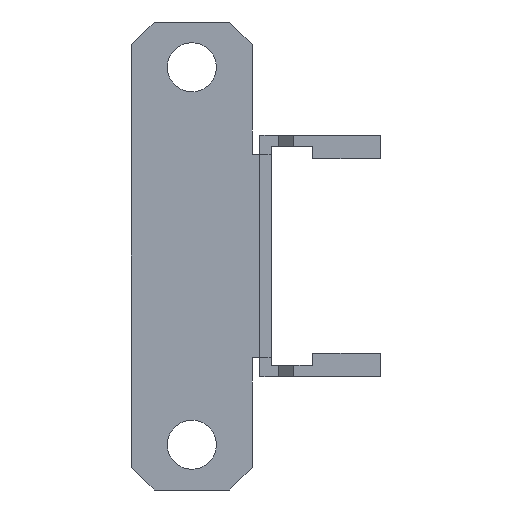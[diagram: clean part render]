
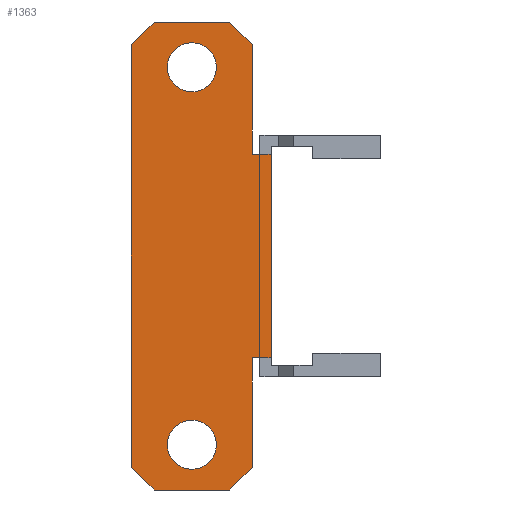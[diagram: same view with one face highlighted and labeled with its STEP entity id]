
A CAD part, front view. The second image highlights one B-rep face of the part: STEP entity #1363.
In plain terms, the highlighted planar face has unit normal (0, -1, 0).
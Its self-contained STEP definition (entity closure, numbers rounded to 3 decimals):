
#6 = CARTESIAN_POINT ( 'NONE',  ( -8., -253.714, 0. ) ) ;
#21 = CARTESIAN_POINT ( 'NONE',  ( 8., -253.714, 0. ) ) ;
#32 = ORIENTED_EDGE ( 'NONE', *, *, #1896, .T. ) ;
#50 = LINE ( 'NONE', #529, #1755 ) ;
#73 = VECTOR ( 'NONE', #1713, 1000. ) ;
#82 = VECTOR ( 'NONE', #1655, 1000. ) ;
#86 = ORIENTED_EDGE ( 'NONE', *, *, #339, .T. ) ;
#111 = EDGE_LOOP ( 'NONE', ( #552, #1387 ) ) ;
#122 = DIRECTION ( 'NONE',  ( 0., 0., -1. ) ) ;
#123 = VERTEX_POINT ( 'NONE', #902 ) ;
#136 = AXIS2_PLACEMENT_3D ( 'NONE', #1664, #595, #122 ) ;
#138 = VERTEX_POINT ( 'NONE', #1250 ) ;
#148 = EDGE_CURVE ( 'NONE', #1369, #1989, #50, .T. ) ;
#162 = LINE ( 'NONE', #6, #646 ) ;
#163 = CARTESIAN_POINT ( 'NONE',  ( 8., -253.714, 13.559 ) ) ;
#190 = VERTEX_POINT ( 'NONE', #656 ) ;
#195 = CARTESIAN_POINT ( 'NONE',  ( 17.97, -253.714, -17.97 ) ) ;
#200 = AXIS2_PLACEMENT_3D ( 'NONE', #1038, #678, #330 ) ;
#203 = EDGE_CURVE ( 'NONE', #2095, #1678, #1008, .T. ) ;
#242 = DIRECTION ( 'NONE',  ( 0.707, 0., -0.707 ) ) ;
#251 = ORIENTED_EDGE ( 'NONE', *, *, #372, .T. ) ;
#260 = EDGE_CURVE ( 'NONE', #2095, #570, #2016, .T. ) ;
#261 = ORIENTED_EDGE ( 'NONE', *, *, #1308, .T. ) ;
#266 = EDGE_CURVE ( 'NONE', #2103, #382, #1184, .T. ) ;
#297 = ORIENTED_EDGE ( 'NONE', *, *, #2055, .F. ) ;
#298 = LINE ( 'NONE', #1333, #1561 ) ;
#312 = EDGE_CURVE ( 'NONE', #1989, #1678, #855, .T. ) ;
#319 = CARTESIAN_POINT ( 'NONE',  ( 0., -253.714, 25.059 ) ) ;
#325 = EDGE_CURVE ( 'NONE', #764, #123, #355, .T. ) ;
#328 = DIRECTION ( 'NONE',  ( 0., -1., 0. ) ) ;
#330 = DIRECTION ( 'NONE',  ( 0., 0., -1. ) ) ;
#337 = CARTESIAN_POINT ( 'NONE',  ( 10.5, -253.714, 0. ) ) ;
#339 = EDGE_CURVE ( 'NONE', #138, #190, #162, .T. ) ;
#355 = CIRCLE ( 'NONE', #613, 3.25 ) ;
#372 = EDGE_CURVE ( 'NONE', #471, #936, #1557, .T. ) ;
#382 = VERTEX_POINT ( 'NONE', #2063 ) ;
#399 = DIRECTION ( 'NONE',  ( 0., 1., 0. ) ) ;
#442 = VERTEX_POINT ( 'NONE', #1878 ) ;
#459 = ORIENTED_EDGE ( 'NONE', *, *, #325, .F. ) ;
#470 = CARTESIAN_POINT ( 'NONE',  ( -18.03, -253.714, 18.03 ) ) ;
#471 = VERTEX_POINT ( 'NONE', #1197 ) ;
#509 = DIRECTION ( 'NONE',  ( 0., 0., -1. ) ) ;
#529 = CARTESIAN_POINT ( 'NONE',  ( 8., -253.714, -13.441 ) ) ;
#552 = ORIENTED_EDGE ( 'NONE', *, *, #266, .F. ) ;
#570 = VERTEX_POINT ( 'NONE', #1168 ) ;
#579 = CARTESIAN_POINT ( 'NONE',  ( 8., -253.714, -13.441 ) ) ;
#595 = DIRECTION ( 'NONE',  ( 0., -1., 0. ) ) ;
#598 = ORIENTED_EDGE ( 'NONE', *, *, #312, .T. ) ;
#613 = AXIS2_PLACEMENT_3D ( 'NONE', #319, #328, #509 ) ;
#646 = VECTOR ( 'NONE', #1722, 1000. ) ;
#656 = CARTESIAN_POINT ( 'NONE',  ( -8., -253.714, -27.941 ) ) ;
#675 = CARTESIAN_POINT ( 'NONE',  ( 0., -253.714, -24.941 ) ) ;
#678 = DIRECTION ( 'NONE',  ( 0., -1., 0. ) ) ;
#699 = DIRECTION ( 'NONE',  ( 0., 0., 1. ) ) ;
#755 = PLANE ( 'NONE',  #1449 ) ;
#764 = VERTEX_POINT ( 'NONE', #1522 ) ;
#767 = DIRECTION ( 'NONE',  ( 0., 0., 1. ) ) ;
#783 = CARTESIAN_POINT ( 'NONE',  ( -17.97, -253.714, -17.97 ) ) ;
#799 = EDGE_CURVE ( 'NONE', #1257, #1369, #1723, .T. ) ;
#837 = EDGE_CURVE ( 'NONE', #382, #2103, #2054, .T. ) ;
#855 = LINE ( 'NONE', #337, #1828 ) ;
#902 = CARTESIAN_POINT ( 'NONE',  ( 0., -253.714, 21.809 ) ) ;
#924 = EDGE_LOOP ( 'NONE', ( #297, #459 ) ) ;
#936 = VERTEX_POINT ( 'NONE', #1516 ) ;
#952 = LINE ( 'NONE', #783, #1951 ) ;
#1008 = LINE ( 'NONE', #1509, #73 ) ;
#1038 = CARTESIAN_POINT ( 'NONE',  ( 0., -253.714, -24.941 ) ) ;
#1050 = LINE ( 'NONE', #195, #1330 ) ;
#1111 = ORIENTED_EDGE ( 'NONE', *, *, #148, .T. ) ;
#1166 = DIRECTION ( 'NONE',  ( 0., 0., -1. ) ) ;
#1168 = CARTESIAN_POINT ( 'NONE',  ( 8., -253.714, 28.059 ) ) ;
#1172 = DIRECTION ( 'NONE',  ( -1., 0., 0. ) ) ;
#1176 = DIRECTION ( 'NONE',  ( 0., 0., 1. ) ) ;
#1184 = CIRCLE ( 'NONE', #2001, 3.25 ) ;
#1197 = CARTESIAN_POINT ( 'NONE',  ( -5., -253.714, -30.941 ) ) ;
#1234 = LINE ( 'NONE', #1364, #1762 ) ;
#1250 = CARTESIAN_POINT ( 'NONE',  ( -8., -253.714, 28.059 ) ) ;
#1257 = VERTEX_POINT ( 'NONE', #1843 ) ;
#1274 = LINE ( 'NONE', #470, #82 ) ;
#1308 = EDGE_CURVE ( 'NONE', #442, #1352, #298, .T. ) ;
#1317 = ORIENTED_EDGE ( 'NONE', *, *, #1709, .T. ) ;
#1330 = VECTOR ( 'NONE', #1407, 1000. ) ;
#1333 = CARTESIAN_POINT ( 'NONE',  ( 0., -253.714, 31.059 ) ) ;
#1347 = CARTESIAN_POINT ( 'NONE',  ( 8., -253.714, 0. ) ) ;
#1352 = VERTEX_POINT ( 'NONE', #1941 ) ;
#1359 = EDGE_CURVE ( 'NONE', #190, #471, #952, .T. ) ;
#1363 = ADVANCED_FACE ( 'NONE', ( #1639, #1465, #1932 ), #755, .F. ) ;
#1364 = CARTESIAN_POINT ( 'NONE',  ( 18.03, -253.714, 18.03 ) ) ;
#1369 = VERTEX_POINT ( 'NONE', #579 ) ;
#1387 = ORIENTED_EDGE ( 'NONE', *, *, #837, .F. ) ;
#1407 = DIRECTION ( 'NONE',  ( 0.707, 0., 0.707 ) ) ;
#1413 = DIRECTION ( 'NONE',  ( 1., 0., 0. ) ) ;
#1449 = AXIS2_PLACEMENT_3D ( 'NONE', #2119, #399, #767 ) ;
#1465 = FACE_BOUND ( 'NONE', #111, .T. ) ;
#1509 = CARTESIAN_POINT ( 'NONE',  ( 0., -253.714, 13.559 ) ) ;
#1516 = CARTESIAN_POINT ( 'NONE',  ( 5., -253.714, -30.941 ) ) ;
#1522 = CARTESIAN_POINT ( 'NONE',  ( 0., -253.714, 28.309 ) ) ;
#1526 = CIRCLE ( 'NONE', #136, 3.25 ) ;
#1557 = LINE ( 'NONE', #1717, #1926 ) ;
#1561 = VECTOR ( 'NONE', #1172, 1000. ) ;
#1616 = ORIENTED_EDGE ( 'NONE', *, *, #260, .T. ) ;
#1618 = VECTOR ( 'NONE', #2196, 1000. ) ;
#1639 = FACE_BOUND ( 'NONE', #924, .T. ) ;
#1655 = DIRECTION ( 'NONE',  ( -0.707, 0., -0.707 ) ) ;
#1659 = ORIENTED_EDGE ( 'NONE', *, *, #799, .T. ) ;
#1664 = CARTESIAN_POINT ( 'NONE',  ( 0., -253.714, 25.059 ) ) ;
#1678 = VERTEX_POINT ( 'NONE', #1872 ) ;
#1709 = EDGE_CURVE ( 'NONE', #570, #442, #1234, .T. ) ;
#1713 = DIRECTION ( 'NONE',  ( 1., 0., 0. ) ) ;
#1717 = CARTESIAN_POINT ( 'NONE',  ( 0., -253.714, -30.941 ) ) ;
#1722 = DIRECTION ( 'NONE',  ( 0., 0., -1. ) ) ;
#1723 = LINE ( 'NONE', #21, #1852 ) ;
#1724 = DIRECTION ( 'NONE',  ( 1., 0., 0. ) ) ;
#1755 = VECTOR ( 'NONE', #1413, 1000. ) ;
#1762 = VECTOR ( 'NONE', #1916, 1000. ) ;
#1828 = VECTOR ( 'NONE', #1176, 1000. ) ;
#1843 = CARTESIAN_POINT ( 'NONE',  ( 8., -253.714, -27.941 ) ) ;
#1852 = VECTOR ( 'NONE', #699, 1000. ) ;
#1872 = CARTESIAN_POINT ( 'NONE',  ( 10.5, -253.714, 13.559 ) ) ;
#1873 = DIRECTION ( 'NONE',  ( 0., -1., 0. ) ) ;
#1878 = CARTESIAN_POINT ( 'NONE',  ( 5., -253.714, 31.059 ) ) ;
#1892 = EDGE_LOOP ( 'NONE', ( #1659, #1111, #598, #2078, #1616, #1317, #261, #2142, #86, #2072, #251, #32 ) ) ;
#1896 = EDGE_CURVE ( 'NONE', #936, #1257, #1050, .T. ) ;
#1916 = DIRECTION ( 'NONE',  ( -0.707, 0., 0.707 ) ) ;
#1926 = VECTOR ( 'NONE', #1724, 1000. ) ;
#1932 = FACE_OUTER_BOUND ( 'NONE', #1892, .T. ) ;
#1941 = CARTESIAN_POINT ( 'NONE',  ( -5., -253.714, 31.059 ) ) ;
#1951 = VECTOR ( 'NONE', #242, 1000. ) ;
#1968 = EDGE_CURVE ( 'NONE', #1352, #138, #1274, .T. ) ;
#1989 = VERTEX_POINT ( 'NONE', #2000 ) ;
#2000 = CARTESIAN_POINT ( 'NONE',  ( 10.5, -253.714, -13.441 ) ) ;
#2001 = AXIS2_PLACEMENT_3D ( 'NONE', #675, #1873, #1166 ) ;
#2016 = LINE ( 'NONE', #1347, #1618 ) ;
#2054 = CIRCLE ( 'NONE', #200, 3.25 ) ;
#2055 = EDGE_CURVE ( 'NONE', #123, #764, #1526, .T. ) ;
#2063 = CARTESIAN_POINT ( 'NONE',  ( 0., -253.714, -21.691 ) ) ;
#2072 = ORIENTED_EDGE ( 'NONE', *, *, #1359, .T. ) ;
#2078 = ORIENTED_EDGE ( 'NONE', *, *, #203, .F. ) ;
#2095 = VERTEX_POINT ( 'NONE', #163 ) ;
#2103 = VERTEX_POINT ( 'NONE', #2177 ) ;
#2119 = CARTESIAN_POINT ( 'NONE',  ( 0., -253.714, 0. ) ) ;
#2142 = ORIENTED_EDGE ( 'NONE', *, *, #1968, .T. ) ;
#2177 = CARTESIAN_POINT ( 'NONE',  ( 0., -253.714, -28.191 ) ) ;
#2196 = DIRECTION ( 'NONE',  ( 0., 0., 1. ) ) ;
